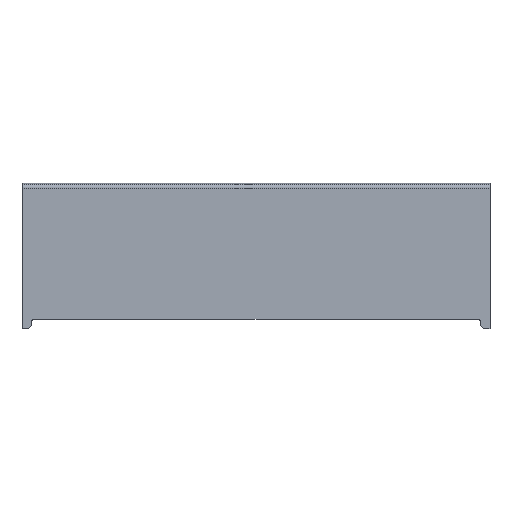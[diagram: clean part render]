
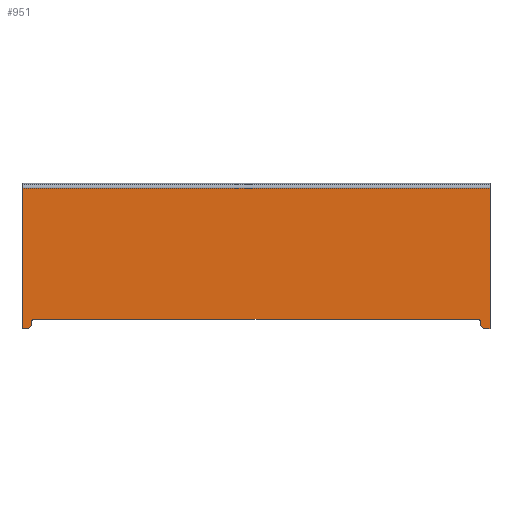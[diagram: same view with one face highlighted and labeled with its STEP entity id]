
A CAD part, top view. The second image highlights one B-rep face of the part: STEP entity #951.
In plain terms, the highlighted planar face has unit normal (0, 0, 1).
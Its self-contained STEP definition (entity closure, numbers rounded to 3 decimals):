
#29 = CARTESIAN_POINT ( 'NONE',  ( 96., -54., 22.5 ) ) ;
#99 = EDGE_CURVE ( 'NONE', #1619, #569, #432, .T. ) ;
#102 = DIRECTION ( 'NONE',  ( 0., -1., 0. ) ) ;
#114 = CARTESIAN_POINT ( 'NONE',  ( 98., -56., 22.5 ) ) ;
#123 = EDGE_CURVE ( 'NONE', #676, #1881, #1156, .T. ) ;
#139 = ORIENTED_EDGE ( 'NONE', *, *, #1092, .T. ) ;
#146 = DIRECTION ( 'NONE',  ( 0., 1., 0. ) ) ;
#150 = CARTESIAN_POINT ( 'NONE',  ( -98., -56., 22.5 ) ) ;
#180 = EDGE_CURVE ( 'NONE', #1851, #1927, #1577, .T. ) ;
#194 = CARTESIAN_POINT ( 'NONE',  ( 100., 4., 22.5 ) ) ;
#231 = CARTESIAN_POINT ( 'NONE',  ( -100.01, 4., 22.5 ) ) ;
#239 = EDGE_CURVE ( 'NONE', #569, #913, #1554, .T. ) ;
#304 = EDGE_CURVE ( 'NONE', #315, #1857, #502, .T. ) ;
#310 = LINE ( 'NONE', #1089, #1919 ) ;
#315 = VERTEX_POINT ( 'NONE', #763 ) ;
#316 = DIRECTION ( 'NONE',  ( 0., -1., 0. ) ) ;
#371 = CARTESIAN_POINT ( 'NONE',  ( 96., -53.5, 22.5 ) ) ;
#374 = ORIENTED_EDGE ( 'NONE', *, *, #1488, .F. ) ;
#418 = DIRECTION ( 'NONE',  ( 0., 0., 1. ) ) ;
#428 = CARTESIAN_POINT ( 'NONE',  ( -98., -56., 22.5 ) ) ;
#432 = CIRCLE ( 'NONE', #1355, 2. ) ;
#450 = DIRECTION ( 'NONE',  ( 1., 0., 0. ) ) ;
#493 = ORIENTED_EDGE ( 'NONE', *, *, #1017, .F. ) ;
#502 = LINE ( 'NONE', #1890, #1307 ) ;
#569 = VERTEX_POINT ( 'NONE', #150 ) ;
#596 = ORIENTED_EDGE ( 'NONE', *, *, #239, .F. ) ;
#599 = EDGE_CURVE ( 'NONE', #1857, #1411, #1255, .T. ) ;
#604 = DIRECTION ( 'NONE',  ( 0., -1., 0. ) ) ;
#606 = ORIENTED_EDGE ( 'NONE', *, *, #1475, .F. ) ;
#671 = CARTESIAN_POINT ( 'NONE',  ( 100., -56., 22.5 ) ) ;
#676 = VERTEX_POINT ( 'NONE', #194 ) ;
#685 = CARTESIAN_POINT ( 'NONE',  ( -96., -54., 22.5 ) ) ;
#693 = DIRECTION ( 'NONE',  ( 0., -1., 0. ) ) ;
#707 = AXIS2_PLACEMENT_3D ( 'NONE', #1883, #2052, #604 ) ;
#749 = DIRECTION ( 'NONE',  ( 0., 0., -1. ) ) ;
#756 = DIRECTION ( 'NONE',  ( -1., 0., 0. ) ) ;
#763 = CARTESIAN_POINT ( 'NONE',  ( -94.5, -52., 22.5 ) ) ;
#809 = DIRECTION ( 'NONE',  ( 0., 0., -1. ) ) ;
#839 = ORIENTED_EDGE ( 'NONE', *, *, #1094, .F. ) ;
#859 = CARTESIAN_POINT ( 'NONE',  ( -96., -53.5, 22.5 ) ) ;
#876 = CARTESIAN_POINT ( 'NONE',  ( -96., -54., 22.5 ) ) ;
#891 = VECTOR ( 'NONE', #1507, 1000. ) ;
#909 = LINE ( 'NONE', #685, #1490 ) ;
#910 = DIRECTION ( 'NONE',  ( 0., -1., 0. ) ) ;
#913 = VERTEX_POINT ( 'NONE', #1279 ) ;
#951 = ADVANCED_FACE ( 'NONE', ( #1718 ), #1543, .T. ) ;
#974 = CARTESIAN_POINT ( 'NONE',  ( 98., -56., 22.5 ) ) ;
#995 = CARTESIAN_POINT ( 'NONE',  ( -100., 4., 22.5 ) ) ;
#1000 = EDGE_CURVE ( 'NONE', #676, #1851, #1241, .T. ) ;
#1004 = VECTOR ( 'NONE', #1194, 1000. ) ;
#1017 = EDGE_CURVE ( 'NONE', #1927, #1715, #1740, .T. ) ;
#1036 = ORIENTED_EDGE ( 'NONE', *, *, #1000, .F. ) ;
#1089 = CARTESIAN_POINT ( 'NONE',  ( -100., -0.1, 22.5 ) ) ;
#1092 = EDGE_CURVE ( 'NONE', #2011, #315, #2032, .T. ) ;
#1094 = EDGE_CURVE ( 'NONE', #913, #1881, #310, .T. ) ;
#1141 = ORIENTED_EDGE ( 'NONE', *, *, #180, .F. ) ;
#1156 = LINE ( 'NONE', #231, #1004 ) ;
#1162 = VECTOR ( 'NONE', #910, 1000. ) ;
#1183 = VECTOR ( 'NONE', #1240, 1000. ) ;
#1194 = DIRECTION ( 'NONE',  ( -1., 0., 0. ) ) ;
#1240 = DIRECTION ( 'NONE',  ( -1., 0., 0. ) ) ;
#1241 = LINE ( 'NONE', #1369, #1162 ) ;
#1255 = CIRCLE ( 'NONE', #1450, 1.5 ) ;
#1279 = CARTESIAN_POINT ( 'NONE',  ( -100., -56., 22.5 ) ) ;
#1307 = VECTOR ( 'NONE', #450, 1000. ) ;
#1353 = DIRECTION ( 'NONE',  ( 0., -1., 0. ) ) ;
#1355 = AXIS2_PLACEMENT_3D ( 'NONE', #1516, #1358, #1353 ) ;
#1358 = DIRECTION ( 'NONE',  ( 0., 0., -1. ) ) ;
#1369 = CARTESIAN_POINT ( 'NONE',  ( 100., -0.1, 22.5 ) ) ;
#1396 = ORIENTED_EDGE ( 'NONE', *, *, #99, .F. ) ;
#1398 = CARTESIAN_POINT ( 'NONE',  ( -100.01, 11.204, 22.5 ) ) ;
#1409 = LINE ( 'NONE', #1828, #891 ) ;
#1411 = VERTEX_POINT ( 'NONE', #371 ) ;
#1445 = ORIENTED_EDGE ( 'NONE', *, *, #123, .T. ) ;
#1450 = AXIS2_PLACEMENT_3D ( 'NONE', #1574, #809, #316 ) ;
#1475 = EDGE_CURVE ( 'NONE', #2011, #1619, #909, .T. ) ;
#1488 = EDGE_CURVE ( 'NONE', #1715, #1411, #1409, .T. ) ;
#1490 = VECTOR ( 'NONE', #693, 1000. ) ;
#1507 = DIRECTION ( 'NONE',  ( 0., 1., 0. ) ) ;
#1516 = CARTESIAN_POINT ( 'NONE',  ( -98., -54., 22.5 ) ) ;
#1534 = DIRECTION ( 'NONE',  ( 0., -1., 0. ) ) ;
#1543 = PLANE ( 'NONE',  #1639 ) ;
#1554 = LINE ( 'NONE', #428, #1604 ) ;
#1574 = CARTESIAN_POINT ( 'NONE',  ( 94.5, -53.5, 22.5 ) ) ;
#1577 = LINE ( 'NONE', #114, #1183 ) ;
#1604 = VECTOR ( 'NONE', #756, 1000. ) ;
#1619 = VERTEX_POINT ( 'NONE', #876 ) ;
#1639 = AXIS2_PLACEMENT_3D ( 'NONE', #1398, #418, #102 ) ;
#1703 = EDGE_LOOP ( 'NONE', ( #1036, #1445, #839, #596, #1396, #606, #139, #2054, #1826, #374, #493, #1141 ) ) ;
#1715 = VERTEX_POINT ( 'NONE', #29 ) ;
#1718 = FACE_OUTER_BOUND ( 'NONE', #1703, .T. ) ;
#1740 = CIRCLE ( 'NONE', #1870, 2. ) ;
#1789 = CARTESIAN_POINT ( 'NONE',  ( 94.5, -52., 22.5 ) ) ;
#1826 = ORIENTED_EDGE ( 'NONE', *, *, #599, .T. ) ;
#1828 = CARTESIAN_POINT ( 'NONE',  ( 96., -54., 22.5 ) ) ;
#1847 = CARTESIAN_POINT ( 'NONE',  ( 98., -54., 22.5 ) ) ;
#1851 = VERTEX_POINT ( 'NONE', #671 ) ;
#1857 = VERTEX_POINT ( 'NONE', #1789 ) ;
#1870 = AXIS2_PLACEMENT_3D ( 'NONE', #1847, #749, #1534 ) ;
#1881 = VERTEX_POINT ( 'NONE', #995 ) ;
#1883 = CARTESIAN_POINT ( 'NONE',  ( -94.5, -53.5, 22.5 ) ) ;
#1890 = CARTESIAN_POINT ( 'NONE',  ( 0., -52., 22.5 ) ) ;
#1919 = VECTOR ( 'NONE', #146, 1000. ) ;
#1927 = VERTEX_POINT ( 'NONE', #974 ) ;
#2011 = VERTEX_POINT ( 'NONE', #859 ) ;
#2032 = CIRCLE ( 'NONE', #707, 1.5 ) ;
#2052 = DIRECTION ( 'NONE',  ( 0., 0., -1. ) ) ;
#2054 = ORIENTED_EDGE ( 'NONE', *, *, #304, .T. ) ;
